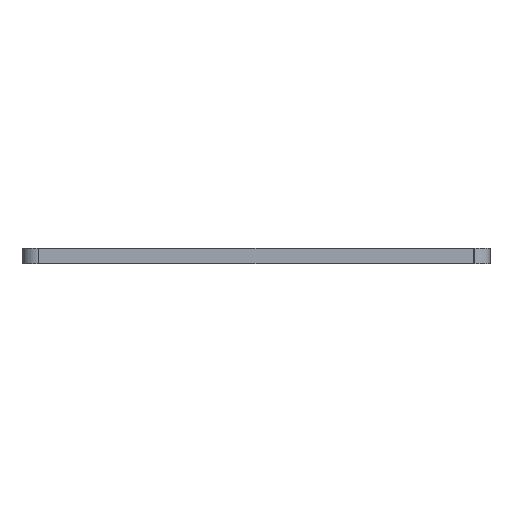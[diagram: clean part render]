
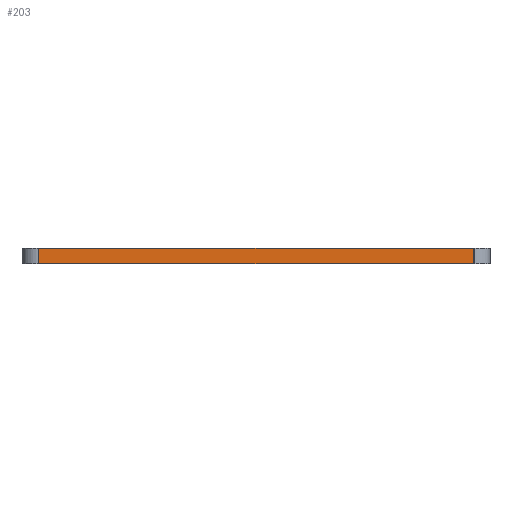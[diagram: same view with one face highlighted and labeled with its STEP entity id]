
A CAD part, front view. The second image highlights one B-rep face of the part: STEP entity #203.
In plain terms, the highlighted planar face has unit normal (0, -1, 0).
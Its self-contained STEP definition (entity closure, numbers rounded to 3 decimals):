
#178 = VERTEX_POINT('',#179);
#179 = CARTESIAN_POINT('',(23.,-24.75,1.6));
#185 = EDGE_CURVE('',#186,#178,#188,.T.);
#186 = VERTEX_POINT('',#187);
#187 = CARTESIAN_POINT('',(23.,-24.75,0.));
#188 = LINE('',#189,#190);
#189 = CARTESIAN_POINT('',(23.,-24.75,0.));
#190 = VECTOR('',#191,1.);
#191 = DIRECTION('',(0.,0.,1.));
#203 = ADVANCED_FACE('',(#204),#229,.T.);
#204 = FACE_BOUND('',#205,.T.);
#205 = EDGE_LOOP('',(#206,#207,#215,#223));
#206 = ORIENTED_EDGE('',*,*,#185,.T.);
#207 = ORIENTED_EDGE('',*,*,#208,.T.);
#208 = EDGE_CURVE('',#178,#209,#211,.T.);
#209 = VERTEX_POINT('',#210);
#210 = CARTESIAN_POINT('',(-23.,-24.75,1.6));
#211 = LINE('',#212,#213);
#212 = CARTESIAN_POINT('',(23.,-24.75,1.6));
#213 = VECTOR('',#214,1.);
#214 = DIRECTION('',(-1.,0.,0.));
#215 = ORIENTED_EDGE('',*,*,#216,.F.);
#216 = EDGE_CURVE('',#217,#209,#219,.T.);
#217 = VERTEX_POINT('',#218);
#218 = CARTESIAN_POINT('',(-23.,-24.75,0.));
#219 = LINE('',#220,#221);
#220 = CARTESIAN_POINT('',(-23.,-24.75,0.));
#221 = VECTOR('',#222,1.);
#222 = DIRECTION('',(0.,0.,1.));
#223 = ORIENTED_EDGE('',*,*,#224,.F.);
#224 = EDGE_CURVE('',#186,#217,#225,.T.);
#225 = LINE('',#226,#227);
#226 = CARTESIAN_POINT('',(23.,-24.75,0.));
#227 = VECTOR('',#228,1.);
#228 = DIRECTION('',(-1.,0.,0.));
#229 = PLANE('',#230);
#230 = AXIS2_PLACEMENT_3D('',#231,#232,#233);
#231 = CARTESIAN_POINT('',(23.,-24.75,0.));
#232 = DIRECTION('',(0.,-1.,0.));
#233 = DIRECTION('',(-1.,0.,0.));
